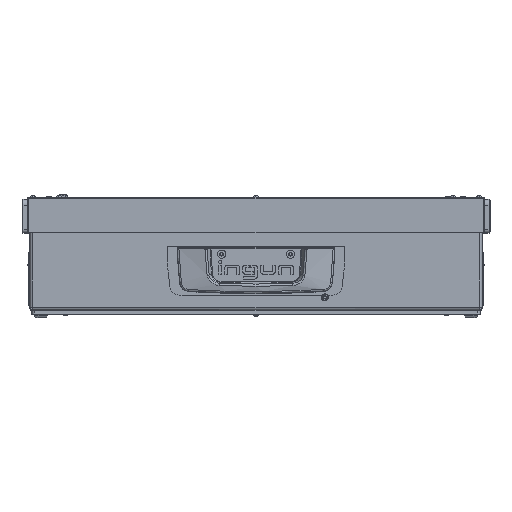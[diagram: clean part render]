
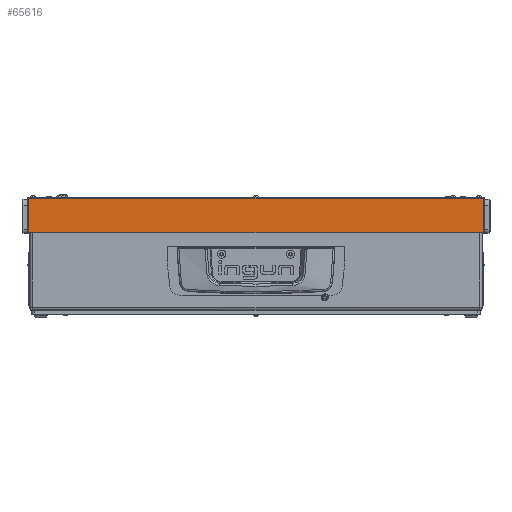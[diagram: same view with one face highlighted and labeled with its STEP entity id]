
A CAD part, top view. The second image highlights one B-rep face of the part: STEP entity #65616.
In plain terms, the highlighted face is planar.
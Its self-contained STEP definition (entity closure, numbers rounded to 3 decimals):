
#3097 = DIRECTION ( 'NONE',  ( 1., 0., 0. ) ) ;
#5087 = VERTEX_POINT ( 'NONE', #53754 ) ;
#5902 = DIRECTION ( 'NONE',  ( -1., 0., 0. ) ) ;
#9127 = LINE ( 'NONE', #66655, #43454 ) ;
#14769 = ORIENTED_EDGE ( 'NONE', *, *, #52603, .T. ) ;
#16687 = VECTOR ( 'NONE', #5902, 1000. ) ;
#16900 = VERTEX_POINT ( 'NONE', #19811 ) ;
#17257 = LINE ( 'NONE', #19508, #45808 ) ;
#19508 = CARTESIAN_POINT ( 'NONE',  ( -232., 36., -173. ) ) ;
#19811 = CARTESIAN_POINT ( 'NONE',  ( -232., 36., -173. ) ) ;
#21431 = DIRECTION ( 'NONE',  ( 0., 0., 1. ) ) ;
#31610 = AXIS2_PLACEMENT_3D ( 'NONE', #70199, #21431, #3097 ) ;
#32861 = LINE ( 'NONE', #78915, #16687 ) ;
#33642 = PLANE ( 'NONE',  #31610 ) ;
#37161 = CARTESIAN_POINT ( 'NONE',  ( 232., 36., -173. ) ) ;
#37740 = ORIENTED_EDGE ( 'NONE', *, *, #72011, .F. ) ;
#42507 = CARTESIAN_POINT ( 'NONE',  ( 232., 36., -173. ) ) ;
#42618 = DIRECTION ( 'NONE',  ( 0., -1., 0. ) ) ;
#43454 = VECTOR ( 'NONE', #42618, 1000. ) ;
#44810 = EDGE_CURVE ( 'NONE', #62816, #5087, #59650, .T. ) ;
#45469 = ORIENTED_EDGE ( 'NONE', *, *, #49224, .F. ) ;
#45808 = VECTOR ( 'NONE', #75984, 1000. ) ;
#49224 = EDGE_CURVE ( 'NONE', #62816, #16900, #17257, .T. ) ;
#52603 = EDGE_CURVE ( 'NONE', #5087, #73490, #32861, .T. ) ;
#53754 = CARTESIAN_POINT ( 'NONE',  ( 232., 0., -173. ) ) ;
#59650 = LINE ( 'NONE', #42507, #73986 ) ;
#59857 = DIRECTION ( 'NONE',  ( 0., -1., 0. ) ) ;
#62816 = VERTEX_POINT ( 'NONE', #37161 ) ;
#63271 = FACE_OUTER_BOUND ( 'NONE', #65023, .T. ) ;
#65023 = EDGE_LOOP ( 'NONE', ( #14769, #37740, #45469, #66723 ) ) ;
#65616 = ADVANCED_FACE ( 'NONE', ( #63271 ), #33642, .F. ) ;
#66655 = CARTESIAN_POINT ( 'NONE',  ( -232., 36., -173. ) ) ;
#66723 = ORIENTED_EDGE ( 'NONE', *, *, #44810, .T. ) ;
#70199 = CARTESIAN_POINT ( 'NONE',  ( -232., 36., -173. ) ) ;
#72011 = EDGE_CURVE ( 'NONE', #16900, #73490, #9127, .T. ) ;
#73490 = VERTEX_POINT ( 'NONE', #77825 ) ;
#73986 = VECTOR ( 'NONE', #59857, 1000. ) ;
#75984 = DIRECTION ( 'NONE',  ( -1., 0., 0. ) ) ;
#77825 = CARTESIAN_POINT ( 'NONE',  ( -232., 0., -173. ) ) ;
#78915 = CARTESIAN_POINT ( 'NONE',  ( -232., 0., -173. ) ) ;
